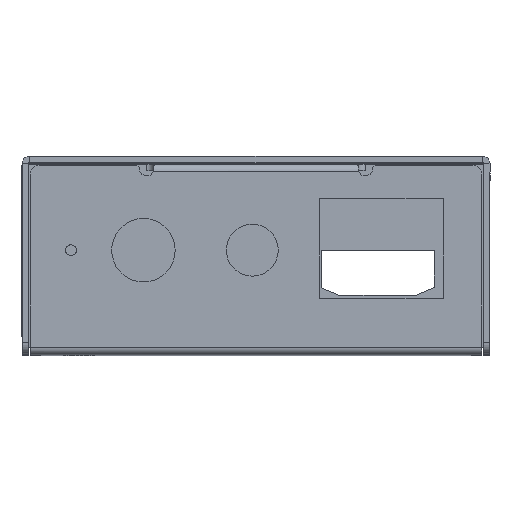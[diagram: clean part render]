
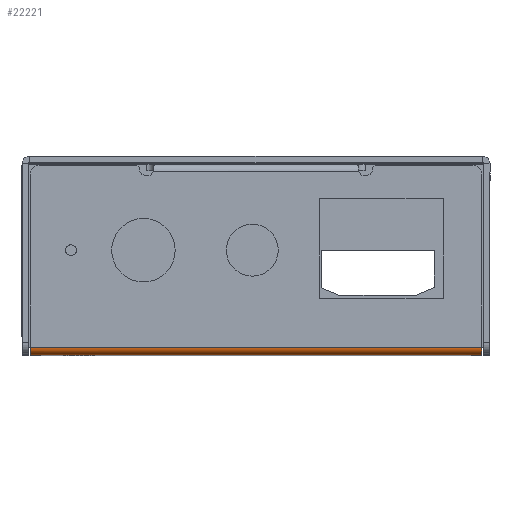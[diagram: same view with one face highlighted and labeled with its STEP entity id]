
A CAD part, top view. The second image highlights one B-rep face of the part: STEP entity #22221.
In plain terms, the highlighted cylindrical face has radius 1.067 mm (diameter 2.134 mm), a partial arc.
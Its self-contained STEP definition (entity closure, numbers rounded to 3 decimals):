
#2401 = DIRECTION ( 'NONE',  ( 1., 0., 0. ) ) ;
#2403 = CYLINDRICAL_SURFACE ( 'NONE', #20432, 1.067 ) ;
#2404 = FACE_OUTER_BOUND ( 'NONE', #20055, .T. ) ;
#2405 = CARTESIAN_POINT ( 'NONE',  ( -62.188, -1.067, -38.431 ) ) ;
#2407 = DIRECTION ( 'NONE',  ( 0., 0., -1. ) ) ;
#2773 = CARTESIAN_POINT ( 'NONE',  ( 31.09, -1.067, -38.431 ) ) ;
#2774 = DIRECTION ( 'NONE',  ( 1., 0., 0. ) ) ;
#2776 = DIRECTION ( 'NONE',  ( 0., 0., -1. ) ) ;
#2917 = CARTESIAN_POINT ( 'NONE',  ( -31.09, 0., -38.57 ) ) ;
#2918 = CARTESIAN_POINT ( 'NONE',  ( -31.09, 0., -38.431 ) ) ;
#2920 = CARTESIAN_POINT ( 'NONE',  ( -31.09, -0.028, -38.71 ) ) ;
#2921 = CARTESIAN_POINT ( 'NONE',  ( -31.09, -0.135, -38.968 ) ) ;
#2922 = CARTESIAN_POINT ( 'NONE',  ( -31.09, -0.214, -39.086 ) ) ;
#2923 = CARTESIAN_POINT ( 'NONE',  ( -31.09, -0.411, -39.284 ) ) ;
#2924 = CARTESIAN_POINT ( 'NONE',  ( -31.09, -0.53, -39.363 ) ) ;
#2925 = CARTESIAN_POINT ( 'NONE',  ( -31.09, -0.788, -39.47 ) ) ;
#2926 = CARTESIAN_POINT ( 'NONE',  ( -31.09, -0.927, -39.497 ) ) ;
#2927 = CARTESIAN_POINT ( 'NONE',  ( -31.09, -1.067, -39.497 ) ) ;
#3838 = VERTEX_POINT ( 'NONE', #8197 ) ;
#3843 = VERTEX_POINT ( 'NONE', #8191 ) ;
#3929 = VERTEX_POINT ( 'NONE', #8082 ) ;
#4055 = VERTEX_POINT ( 'NONE', #7930 ) ;
#7210 = VECTOR ( 'NONE', #17960, 1000. ) ;
#7930 = CARTESIAN_POINT ( 'NONE',  ( 31.09, -1.067, -39.497 ) ) ;
#8082 = CARTESIAN_POINT ( 'NONE',  ( 31.09, 0., -38.431 ) ) ;
#8191 = CARTESIAN_POINT ( 'NONE',  ( -31.09, 0., -38.431 ) ) ;
#8197 = CARTESIAN_POINT ( 'NONE',  ( -31.09, -1.067, -39.497 ) ) ;
#9637 = VECTOR ( 'NONE', #15799, 1000. ) ;
#11046 = ORIENTED_EDGE ( 'NONE', *, *, #21509, .F. ) ;
#11083 = ORIENTED_EDGE ( 'NONE', *, *, #14105, .T. ) ;
#11166 = ORIENTED_EDGE ( 'NONE', *, *, #22551, .F. ) ;
#11387 = ORIENTED_EDGE ( 'NONE', *, *, #22490, .F. ) ;
#13509 = B_SPLINE_CURVE_WITH_KNOTS ( 'NONE', 3,
 ( #2918, #2917, #2920, #2921, #2922, #2923, #2924, #2925, #2926, #2927 ),
 .UNSPECIFIED., .F., .F.,
 ( 4, 2, 2, 2, 4 ),
 ( 0., 0.25, 0.5, 0.75, 1. ),
 .UNSPECIFIED. ) ;
#14105 = EDGE_CURVE ( 'NONE', #4055, #3838, #17955, .T. ) ;
#15797 = LINE ( 'NONE', #15798, #9637 ) ;
#15798 = CARTESIAN_POINT ( 'NONE',  ( -29.82, 0., -38.431 ) ) ;
#15799 = DIRECTION ( 'NONE',  ( -1., 0., 0. ) ) ;
#17948 = CARTESIAN_POINT ( 'NONE',  ( -29.82, -1.067, -39.497 ) ) ;
#17955 = LINE ( 'NONE', #17948, #7210 ) ;
#17960 = DIRECTION ( 'NONE',  ( -1., 0., 0. ) ) ;
#20055 = EDGE_LOOP ( 'NONE', ( #11166, #11046, #11387, #11083 ) ) ;
#20362 = AXIS2_PLACEMENT_3D ( 'NONE', #2773, #2774, #2776 ) ;
#20373 = CIRCLE ( 'NONE', #20362, 1.067 ) ;
#20432 = AXIS2_PLACEMENT_3D ( 'NONE', #2405, #2401, #2407 ) ;
#21509 = EDGE_CURVE ( 'NONE', #3929, #3843, #15797, .T. ) ;
#22221 = ADVANCED_FACE ( 'NONE', ( #2404 ), #2403, .T. ) ;
#22490 = EDGE_CURVE ( 'NONE', #4055, #3929, #20373, .T. ) ;
#22551 = EDGE_CURVE ( 'NONE', #3843, #3838, #13509, .T. ) ;
